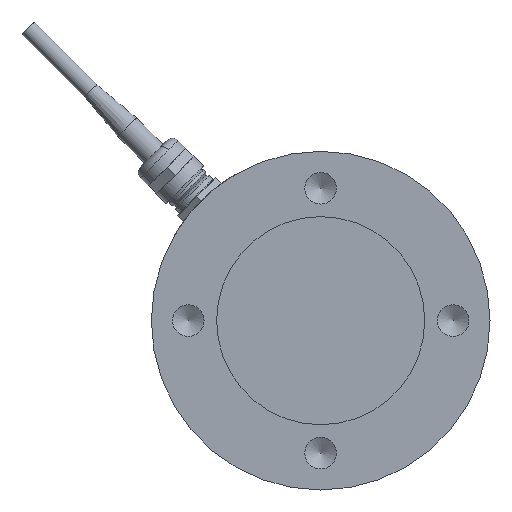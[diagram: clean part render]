
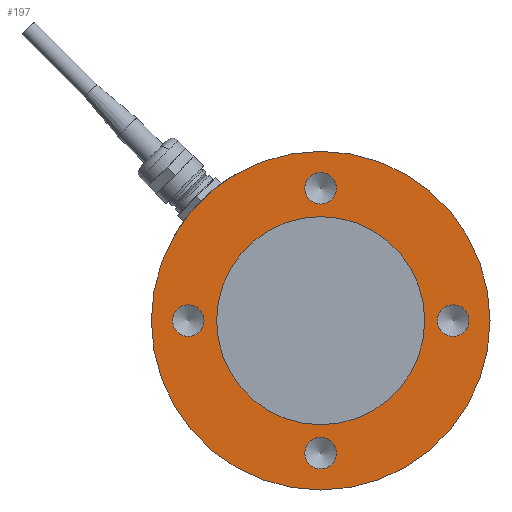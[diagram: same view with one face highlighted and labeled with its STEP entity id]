
A CAD part, left-side view. The second image highlights one B-rep face of the part: STEP entity #197.
In plain terms, the highlighted planar face has unit normal (-1, 0, 0).
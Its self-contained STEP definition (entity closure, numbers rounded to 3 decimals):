
#197 = ADVANCED_FACE( '', ( #442, #443, #444, #445, #446, #447 ), #448, .T. );
#442 = FACE_BOUND( '', #783, .T. );
#443 = FACE_BOUND( '', #784, .T. );
#444 = FACE_BOUND( '', #785, .T. );
#445 = FACE_BOUND( '', #786, .T. );
#446 = FACE_OUTER_BOUND( '', #787, .T. );
#447 = FACE_BOUND( '', #788, .T. );
#448 = PLANE( '', #789 );
#783 = EDGE_LOOP( '', ( #1145 ) );
#784 = EDGE_LOOP( '', ( #1146 ) );
#785 = EDGE_LOOP( '', ( #1147 ) );
#786 = EDGE_LOOP( '', ( #1148 ) );
#787 = EDGE_LOOP( '', ( #1149 ) );
#788 = EDGE_LOOP( '', ( #1150 ) );
#789 = AXIS2_PLACEMENT_3D( '', #1151, #1152, #1153 );
#1145 = ORIENTED_EDGE( '', *, *, #1855, .T. );
#1146 = ORIENTED_EDGE( '', *, *, #1856, .T. );
#1147 = ORIENTED_EDGE( '', *, *, #1857, .T. );
#1148 = ORIENTED_EDGE( '', *, *, #1858, .T. );
#1149 = ORIENTED_EDGE( '', *, *, #1859, .T. );
#1150 = ORIENTED_EDGE( '', *, *, #1860, .F. );
#1151 = CARTESIAN_POINT( '', ( 0., 0., 27.5 ) );
#1152 = DIRECTION( '', ( -1., 0., 0. ) );
#1153 = DIRECTION( '', ( 0., 0., 1. ) );
#1855 = EDGE_CURVE( '', #2152, #2152, #2153, .T. );
#1856 = EDGE_CURVE( '', #2154, #2154, #2155, .T. );
#1857 = EDGE_CURVE( '', #2156, #2156, #2157, .T. );
#1858 = EDGE_CURVE( '', #2158, #2158, #2159, .T. );
#1859 = EDGE_CURVE( '', #2160, #2160, #2161, .T. );
#1860 = EDGE_CURVE( '', #2162, #2162, #2163, .T. );
#2152 = VERTEX_POINT( '', #2822 );
#2153 = CIRCLE( '', #2823, 4.188 );
#2154 = VERTEX_POINT( '', #2824 );
#2155 = CIRCLE( '', #2825, 4.188 );
#2156 = VERTEX_POINT( '', #2826 );
#2157 = CIRCLE( '', #2827, 4.188 );
#2158 = VERTEX_POINT( '', #2828 );
#2159 = CIRCLE( '', #2829, 4.188 );
#2160 = VERTEX_POINT( '', #2830 );
#2161 = CIRCLE( '', #2831, 44.75 );
#2162 = VERTEX_POINT( '', #2832 );
#2163 = CIRCLE( '', #2833, 27.5 );
#2822 = CARTESIAN_POINT( '', ( 0., -35., 4.188 ) );
#2823 = AXIS2_PLACEMENT_3D( '', #3968, #3969, #3970 );
#2824 = CARTESIAN_POINT( '', ( 0., 0., 39.188 ) );
#2825 = AXIS2_PLACEMENT_3D( '', #3971, #3972, #3973 );
#2826 = CARTESIAN_POINT( '', ( 0., 35., 4.188 ) );
#2827 = AXIS2_PLACEMENT_3D( '', #3974, #3975, #3976 );
#2828 = CARTESIAN_POINT( '', ( 0., 0., -30.812 ) );
#2829 = AXIS2_PLACEMENT_3D( '', #3977, #3978, #3979 );
#2830 = CARTESIAN_POINT( '', ( 0., 0., 44.75 ) );
#2831 = AXIS2_PLACEMENT_3D( '', #3980, #3981, #3982 );
#2832 = CARTESIAN_POINT( '', ( 0., 0., 27.5 ) );
#2833 = AXIS2_PLACEMENT_3D( '', #3983, #3984, #3985 );
#3968 = CARTESIAN_POINT( '', ( 0., -35., 0. ) );
#3969 = DIRECTION( '', ( 1., 0., 0. ) );
#3970 = DIRECTION( '', ( 0., 0., 1. ) );
#3971 = CARTESIAN_POINT( '', ( 0., 0., 35. ) );
#3972 = DIRECTION( '', ( 1., 0., 0. ) );
#3973 = DIRECTION( '', ( 0., 0., 1. ) );
#3974 = CARTESIAN_POINT( '', ( 0., 35., 0. ) );
#3975 = DIRECTION( '', ( 1., 0., 0. ) );
#3976 = DIRECTION( '', ( 0., 0., 1. ) );
#3977 = CARTESIAN_POINT( '', ( 0., 0., -35. ) );
#3978 = DIRECTION( '', ( 1., 0., 0. ) );
#3979 = DIRECTION( '', ( 0., 0., 1. ) );
#3980 = CARTESIAN_POINT( '', ( 0., 0., 0. ) );
#3981 = DIRECTION( '', ( -1., 0., 0. ) );
#3982 = DIRECTION( '', ( 0., 0., 1. ) );
#3983 = CARTESIAN_POINT( '', ( 0., 0., 0. ) );
#3984 = DIRECTION( '', ( -1., 0., 0. ) );
#3985 = DIRECTION( '', ( 0., 0., 1. ) );
